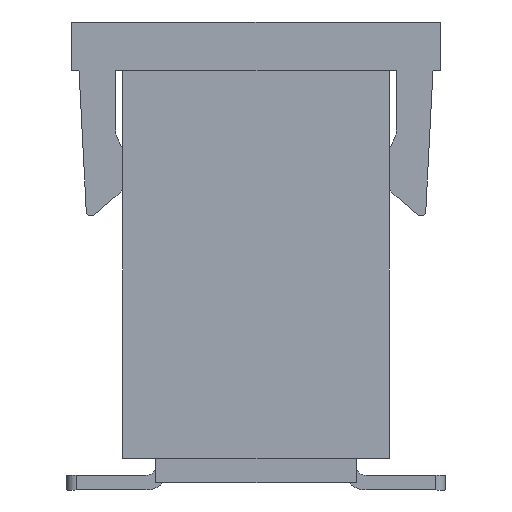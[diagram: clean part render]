
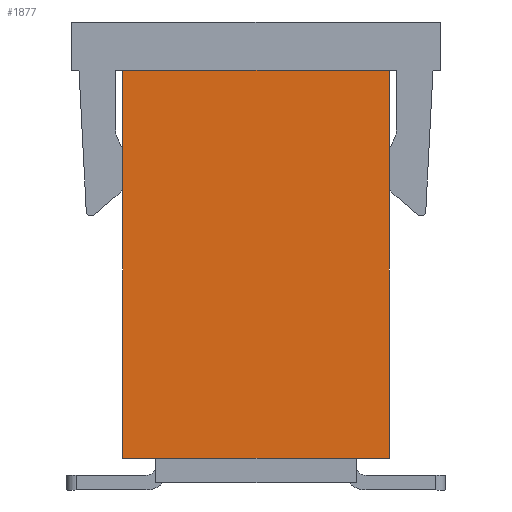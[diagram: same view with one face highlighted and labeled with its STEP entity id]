
A CAD part, left-side view. The second image highlights one B-rep face of the part: STEP entity #1877.
In plain terms, the highlighted planar face has unit normal (-1, 0, 0).
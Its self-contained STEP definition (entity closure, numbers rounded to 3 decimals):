
#1027=CARTESIAN_POINT('',(-15.74,2.75,4.25));
#1028=VERTEX_POINT('',#1027);
#1052=CARTESIAN_POINT('',(-15.74,2.75,-3.75));
#1053=VERTEX_POINT('',#1052);
#1060=CARTESIAN_POINT('',(-15.74,2.75,4.25));
#1061=DIRECTION('',(0.,0.,-1.));
#1062=VECTOR('',#1061,8.);
#1063=LINE('',#1060,#1062);
#1064=EDGE_CURVE('',#1028,#1053,#1063,.T.);
#1080=CARTESIAN_POINT('',(-15.74,-2.75,4.25));
#1081=VERTEX_POINT('',#1080);
#1136=CARTESIAN_POINT('',(-15.74,-2.75,4.25));
#1137=DIRECTION('',(0.,1.,0.));
#1138=VECTOR('',#1137,5.5);
#1139=LINE('',#1136,#1138);
#1140=EDGE_CURVE('',#1081,#1028,#1139,.T.);
#1432=CARTESIAN_POINT('',(-15.74,-2.75,-3.75));
#1433=VERTEX_POINT('',#1432);
#1434=CARTESIAN_POINT('',(-15.74,-2.75,-3.75));
#1435=DIRECTION('',(0.,0.,1.));
#1436=VECTOR('',#1435,8.);
#1437=LINE('',#1434,#1436);
#1438=EDGE_CURVE('',#1433,#1081,#1437,.T.);
#1822=CARTESIAN_POINT('',(-15.74,2.75,-3.75));
#1823=DIRECTION('',(0.,-1.,0.));
#1824=VECTOR('',#1823,5.5);
#1825=LINE('',#1822,#1824);
#1826=EDGE_CURVE('',#1053,#1433,#1825,.T.);
#1866=CARTESIAN_POINT('',(-15.74,0.,0.));
#1867=DIRECTION('',(0.,-1.,0.));
#1868=DIRECTION('',(-1.,0.,0.));
#1869=AXIS2_PLACEMENT_3D('',#1866,#1868,#1867);
#1870=PLANE('',#1869);
#1871=ORIENTED_EDGE('',*,*,#1140,.T.);
#1872=ORIENTED_EDGE('',*,*,#1064,.T.);
#1873=ORIENTED_EDGE('',*,*,#1826,.T.);
#1874=ORIENTED_EDGE('',*,*,#1438,.T.);
#1875=EDGE_LOOP('',(#1871,#1872,#1873,#1874));
#1876=FACE_OUTER_BOUND('',#1875,.T.);
#1877=ADVANCED_FACE('',(#1876),#1870,.T.);
